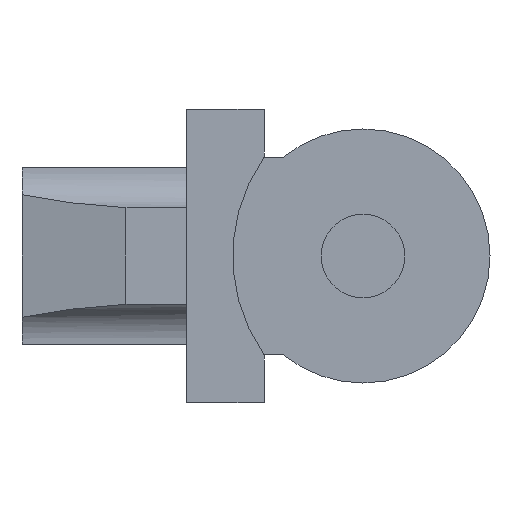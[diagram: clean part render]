
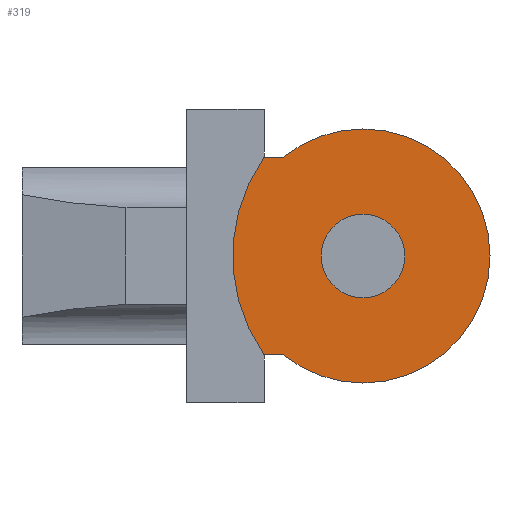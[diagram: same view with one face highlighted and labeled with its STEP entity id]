
A CAD part, left-side view. The second image highlights one B-rep face of the part: STEP entity #319.
In plain terms, the highlighted planar face has unit normal (-1, 0, 0).
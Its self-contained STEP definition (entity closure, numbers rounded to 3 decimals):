
#6 = CARTESIAN_POINT ( 'NONE',  ( -0.775, 0., 0. ) ) ;
#33 = EDGE_LOOP ( 'NONE', ( #1381, #1203 ) ) ;
#59 = DIRECTION ( 'NONE',  ( 1., 0., 0. ) ) ;
#65 = LINE ( 'NONE', #930, #181 ) ;
#68 = DIRECTION ( 'NONE',  ( 0., 0., -1. ) ) ;
#71 = AXIS2_PLACEMENT_3D ( 'NONE', #371, #261, #1029 ) ;
#102 = ORIENTED_EDGE ( 'NONE', *, *, #726, .F. ) ;
#156 = EDGE_CURVE ( 'NONE', #1321, #763, #299, .T. ) ;
#160 = AXIS2_PLACEMENT_3D ( 'NONE', #955, #292, #68 ) ;
#161 = VERTEX_POINT ( 'NONE', #1328 ) ;
#171 = EDGE_CURVE ( 'NONE', #963, #194, #530, .T. ) ;
#181 = VECTOR ( 'NONE', #269, 1000. ) ;
#183 = DIRECTION ( 'NONE',  ( 0., -1., 0. ) ) ;
#193 = CARTESIAN_POINT ( 'NONE',  ( -0.775, 0., -3.505 ) ) ;
#194 = VERTEX_POINT ( 'NONE', #1365 ) ;
#217 = VECTOR ( 'NONE', #805, 1000. ) ;
#253 = CARTESIAN_POINT ( 'NONE',  ( -0.775, 0., 0. ) ) ;
#259 = ORIENTED_EDGE ( 'NONE', *, *, #747, .F. ) ;
#261 = DIRECTION ( 'NONE',  ( 1., 0., 0. ) ) ;
#269 = DIRECTION ( 'NONE',  ( 0., -1., 0. ) ) ;
#270 = CARTESIAN_POINT ( 'NONE',  ( -0.775, 0., 0. ) ) ;
#292 = DIRECTION ( 'NONE',  ( -1., 0., 0. ) ) ;
#299 = CIRCLE ( 'NONE', #71, 3.505 ) ;
#319 = ADVANCED_FACE ( 'NONE', ( #1095, #992 ), #724, .F. ) ;
#371 = CARTESIAN_POINT ( 'NONE',  ( -0.775, 0., 0. ) ) ;
#380 = CARTESIAN_POINT ( 'NONE',  ( -0.775, 0., 3.505 ) ) ;
#391 = CIRCLE ( 'NONE', #439, 3.505 ) ;
#394 = CARTESIAN_POINT ( 'NONE',  ( -0.775, 0., 0. ) ) ;
#399 = CARTESIAN_POINT ( 'NONE',  ( -0.775, 2.732, 2.73 ) ) ;
#412 = DIRECTION ( 'NONE',  ( 0., 0., -1. ) ) ;
#430 = CIRCLE ( 'NONE', #160, 1.155 ) ;
#433 = ORIENTED_EDGE ( 'NONE', *, *, #1311, .F. ) ;
#435 = DIRECTION ( 'NONE',  ( 0., 1., 0. ) ) ;
#439 = AXIS2_PLACEMENT_3D ( 'NONE', #253, #1270, #605 ) ;
#455 = CARTESIAN_POINT ( 'NONE',  ( -0.775, 2.198, -2.73 ) ) ;
#472 = EDGE_CURVE ( 'NONE', #194, #1425, #882, .T. ) ;
#483 = CIRCLE ( 'NONE', #1251, 1.155 ) ;
#513 = ORIENTED_EDGE ( 'NONE', *, *, #1141, .F. ) ;
#530 = LINE ( 'NONE', #1004, #217 ) ;
#557 = ORIENTED_EDGE ( 'NONE', *, *, #156, .F. ) ;
#605 = DIRECTION ( 'NONE',  ( 0., 0., -1. ) ) ;
#612 = LINE ( 'NONE', #399, #783 ) ;
#636 = AXIS2_PLACEMENT_3D ( 'NONE', #270, #59, #826 ) ;
#648 = CARTESIAN_POINT ( 'NONE',  ( -0.775, 2.732, -2.73 ) ) ;
#653 = VECTOR ( 'NONE', #435, 1000. ) ;
#687 = AXIS2_PLACEMENT_3D ( 'NONE', #766, #1196, #862 ) ;
#724 = PLANE ( 'NONE',  #636 ) ;
#726 = EDGE_CURVE ( 'NONE', #763, #1337, #391, .T. ) ;
#747 = EDGE_CURVE ( 'NONE', #1194, #1161, #65, .T. ) ;
#758 = CARTESIAN_POINT ( 'NONE',  ( -0.775, 2.73, 2.73 ) ) ;
#763 = VERTEX_POINT ( 'NONE', #380 ) ;
#766 = CARTESIAN_POINT ( 'NONE',  ( -0.775, -1.155, 0. ) ) ;
#783 = VECTOR ( 'NONE', #183, 1000. ) ;
#786 = CIRCLE ( 'NONE', #687, 4.75 ) ;
#805 = DIRECTION ( 'NONE',  ( 0., 1., 0. ) ) ;
#826 = DIRECTION ( 'NONE',  ( 0., 0., -1. ) ) ;
#837 = DIRECTION ( 'NONE',  ( -1., 0., 0. ) ) ;
#862 = DIRECTION ( 'NONE',  ( 0., 0., -1. ) ) ;
#879 = ORIENTED_EDGE ( 'NONE', *, *, #171, .F. ) ;
#882 = LINE ( 'NONE', #648, #653 ) ;
#929 = EDGE_LOOP ( 'NONE', ( #557, #433, #259, #513, #1101, #879, #1421, #102 ) ) ;
#930 = CARTESIAN_POINT ( 'NONE',  ( -0.775, 2.732, 2.73 ) ) ;
#955 = CARTESIAN_POINT ( 'NONE',  ( -0.775, 0., 0. ) ) ;
#963 = VERTEX_POINT ( 'NONE', #455 ) ;
#966 = CARTESIAN_POINT ( 'NONE',  ( -0.775, 2.732, -2.73 ) ) ;
#973 = CARTESIAN_POINT ( 'NONE',  ( -0.775, 2.732, 2.73 ) ) ;
#992 = FACE_OUTER_BOUND ( 'NONE', #929, .T. ) ;
#995 = CARTESIAN_POINT ( 'NONE',  ( -0.775, 0., -1.155 ) ) ;
#1004 = CARTESIAN_POINT ( 'NONE',  ( -0.775, 2.732, -2.73 ) ) ;
#1029 = DIRECTION ( 'NONE',  ( 0., 0., -1. ) ) ;
#1095 = FACE_BOUND ( 'NONE', #33, .T. ) ;
#1101 = ORIENTED_EDGE ( 'NONE', *, *, #472, .F. ) ;
#1106 = DIRECTION ( 'NONE',  ( 1., 0., 0. ) ) ;
#1141 = EDGE_CURVE ( 'NONE', #1425, #1194, #786, .T. ) ;
#1144 = AXIS2_PLACEMENT_3D ( 'NONE', #6, #1106, #1217 ) ;
#1161 = VERTEX_POINT ( 'NONE', #758 ) ;
#1189 = VERTEX_POINT ( 'NONE', #995 ) ;
#1194 = VERTEX_POINT ( 'NONE', #973 ) ;
#1196 = DIRECTION ( 'NONE',  ( 1., 0., 0. ) ) ;
#1203 = ORIENTED_EDGE ( 'NONE', *, *, #1269, .F. ) ;
#1217 = DIRECTION ( 'NONE',  ( 0., 0., -1. ) ) ;
#1238 = EDGE_CURVE ( 'NONE', #1337, #963, #1413, .T. ) ;
#1251 = AXIS2_PLACEMENT_3D ( 'NONE', #394, #837, #412 ) ;
#1269 = EDGE_CURVE ( 'NONE', #1189, #161, #430, .T. ) ;
#1270 = DIRECTION ( 'NONE',  ( 1., 0., 0. ) ) ;
#1311 = EDGE_CURVE ( 'NONE', #1161, #1321, #612, .T. ) ;
#1321 = VERTEX_POINT ( 'NONE', #1410 ) ;
#1328 = CARTESIAN_POINT ( 'NONE',  ( -0.775, 0., 1.155 ) ) ;
#1337 = VERTEX_POINT ( 'NONE', #193 ) ;
#1365 = CARTESIAN_POINT ( 'NONE',  ( -0.775, 2.73, -2.73 ) ) ;
#1370 = EDGE_CURVE ( 'NONE', #161, #1189, #483, .T. ) ;
#1381 = ORIENTED_EDGE ( 'NONE', *, *, #1370, .F. ) ;
#1410 = CARTESIAN_POINT ( 'NONE',  ( -0.775, 2.198, 2.73 ) ) ;
#1413 = CIRCLE ( 'NONE', #1144, 3.505 ) ;
#1421 = ORIENTED_EDGE ( 'NONE', *, *, #1238, .F. ) ;
#1425 = VERTEX_POINT ( 'NONE', #966 ) ;
